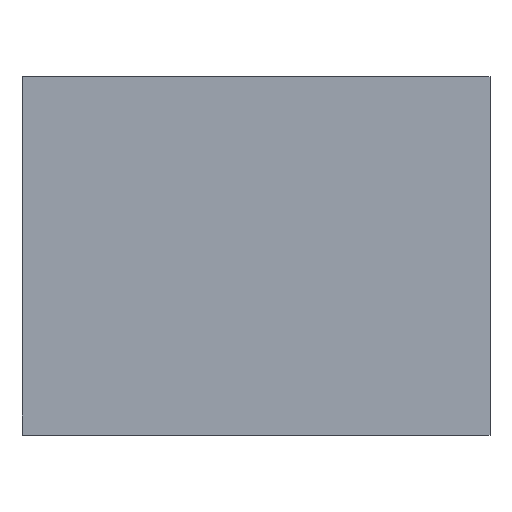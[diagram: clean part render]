
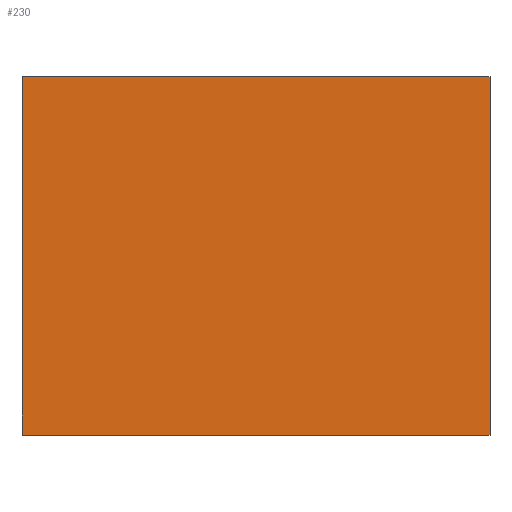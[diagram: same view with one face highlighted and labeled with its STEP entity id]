
A CAD part, top view. The second image highlights one B-rep face of the part: STEP entity #230.
In plain terms, the highlighted planar face has unit normal (0, 0, 1).
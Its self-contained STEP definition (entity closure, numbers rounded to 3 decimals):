
#24=FACE_OUTER_BOUND('',#36,.T.);
#36=EDGE_LOOP('',(#197,#198,#199,#200));
#41=LINE('',#323,#71);
#46=LINE('',#333,#76);
#65=LINE('',#370,#95);
#67=LINE('',#373,#97);
#71=VECTOR('',#265,10.);
#76=VECTOR('',#272,10.);
#95=VECTOR('',#303,10.);
#97=VECTOR('',#307,10.);
#101=VERTEX_POINT('',#320);
#102=VERTEX_POINT('',#322);
#106=VERTEX_POINT('',#332);
#118=VERTEX_POINT('',#368);
#121=EDGE_CURVE('',#101,#102,#41,.T.);
#126=EDGE_CURVE('',#106,#102,#46,.T.);
#145=EDGE_CURVE('',#118,#106,#65,.T.);
#147=EDGE_CURVE('',#101,#118,#67,.T.);
#197=ORIENTED_EDGE('',*,*,#147,.T.);
#198=ORIENTED_EDGE('',*,*,#145,.T.);
#199=ORIENTED_EDGE('',*,*,#126,.T.);
#200=ORIENTED_EDGE('',*,*,#121,.F.);
#218=PLANE('',#256);
#230=ADVANCED_FACE('',(#24),#218,.T.);
#256=AXIS2_PLACEMENT_3D('',#374,#308,#309);
#265=DIRECTION('',(0.,1.,0.));
#272=DIRECTION('',(-1.,0.,0.));
#303=DIRECTION('',(0.,1.,0.));
#307=DIRECTION('',(1.,0.,0.));
#308=DIRECTION('center_axis',(0.,0.,1.));
#309=DIRECTION('ref_axis',(1.,0.,0.));
#320=CARTESIAN_POINT('',(-15.1,-7.6,2.7));
#322=CARTESIAN_POINT('',(-15.1,27.,2.7));
#323=CARTESIAN_POINT('',(-15.1,17.35,2.7));
#332=CARTESIAN_POINT('',(30.123,27.,2.7));
#333=CARTESIAN_POINT('',(-15.,27.,2.7));
#368=CARTESIAN_POINT('',(30.123,-7.6,2.7));
#370=CARTESIAN_POINT('',(30.123,2.05,2.7));
#373=CARTESIAN_POINT('',(-3.85,-7.6,2.7));
#374=CARTESIAN_POINT('Origin',(7.3,9.7,2.7));
